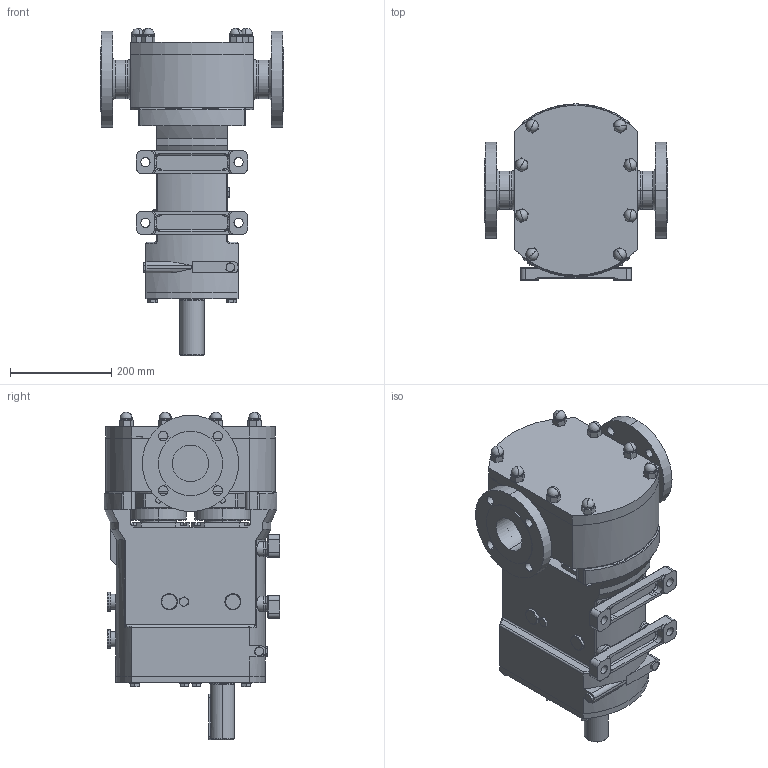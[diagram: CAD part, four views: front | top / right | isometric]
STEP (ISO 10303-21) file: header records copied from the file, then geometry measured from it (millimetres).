
FILE_DESCRIPTION (( 'STEP AP214' ), '1' );
FILE_NAME ('GA3759.STEP', '2024-11-07T16:16:54', ( '' ), ( '' ), 'SwSTEP 2.0', 'SolidWorks 2023', '' );
FILE_SCHEMA (( 'AUTOMOTIVE_DESIGN' ));
Length unit declared in the file: millimetre
Products named in the file (3): CP40S-0180 H BSD; Z94-5301-55 - 3 INCH ASA 150; GA3759
Assembly tree (3 placements, depth 2):
  GA3759
    CP40S-0180 H BSD
    Z94-5301-55 - 3 INCH ASA 150  x2
Bounding box: 362 x 348 x 647.37 mm (x, y, z)
Volume: 27328699.3 mm3; surface area: 1032762.9 mm2
Topology: 3 solids, 3 shells, 989 faces, 2586 edges, 1534 vertices
Faces by surface type: plane 409, cylinder 291, torus 132, bspline 116, cone 25, sphere 16
Entity records: 35396 total; most frequent: CARTESIAN_POINT 12602, ORIENTED_EDGE 4812, DIRECTION 4743, EDGE_CURVE 2406, AXIS2_PLACEMENT_3D 1790, VERTEX_POINT 1484, LINE 1163, VECTOR 1163
